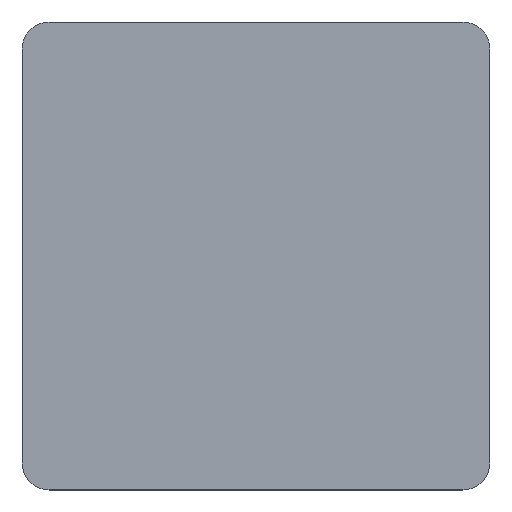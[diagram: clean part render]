
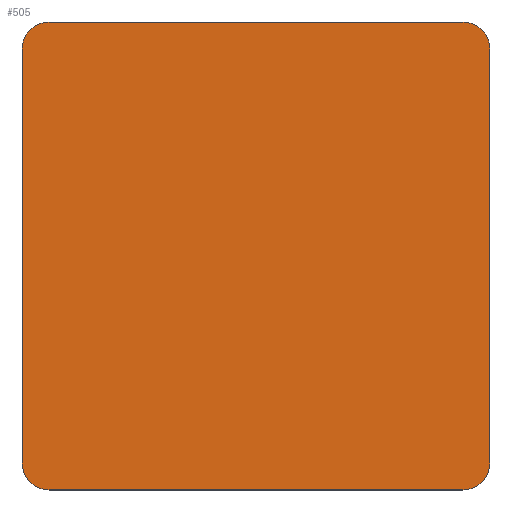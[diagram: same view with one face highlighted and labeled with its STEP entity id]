
A CAD part, top view. The second image highlights one B-rep face of the part: STEP entity #505.
In plain terms, the highlighted planar face has unit normal (0, 0, 1).
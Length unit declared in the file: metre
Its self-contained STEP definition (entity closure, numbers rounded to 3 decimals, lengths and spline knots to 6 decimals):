
#34=LINE('',#802,#66);
#39=LINE('',#816,#71);
#43=LINE('',#828,#75);
#47=LINE('',#840,#79);
#66=VECTOR('',#630,1.);
#71=VECTOR('',#643,1.);
#75=VECTOR('',#655,1.);
#79=VECTOR('',#667,1.);
#184=ORIENTED_EDGE('',*,*,#234,.F.);
#185=ORIENTED_EDGE('',*,*,#238,.T.);
#186=ORIENTED_EDGE('',*,*,#241,.F.);
#187=ORIENTED_EDGE('',*,*,#244,.T.);
#188=ORIENTED_EDGE('',*,*,#247,.T.);
#189=ORIENTED_EDGE('',*,*,#250,.T.);
#190=ORIENTED_EDGE('',*,*,#253,.T.);
#191=ORIENTED_EDGE('',*,*,#271,.T.);
#234=EDGE_CURVE('',#298,#299,#34,.T.);
#238=EDGE_CURVE('',#298,#301,#341,.T.);
#241=EDGE_CURVE('',#303,#301,#39,.T.);
#244=EDGE_CURVE('',#303,#305,#343,.T.);
#247=EDGE_CURVE('',#305,#307,#43,.T.);
#250=EDGE_CURVE('',#307,#309,#345,.T.);
#253=EDGE_CURVE('',#309,#311,#47,.T.);
#271=EDGE_CURVE('',#311,#299,#351,.T.);
#298=VERTEX_POINT('',#801);
#299=VERTEX_POINT('',#803);
#301=VERTEX_POINT('',#809);
#303=VERTEX_POINT('',#815);
#305=VERTEX_POINT('',#821);
#307=VERTEX_POINT('',#827);
#309=VERTEX_POINT('',#833);
#311=VERTEX_POINT('',#839);
#341=CIRCLE('',#547,0.00635);
#343=CIRCLE('',#551,0.00635);
#345=CIRCLE('',#555,0.00635);
#351=CIRCLE('',#571,0.00635);
#387=EDGE_LOOP('',(#184,#185,#186,#187,#188,#189,#190,#191));
#439=FACE_BOUND('',#387,.T.);
#478=PLANE('',#573);
#505=ADVANCED_FACE('',(#439),#478,.T.);
#547=AXIS2_PLACEMENT_3D('',#810,#637,#638);
#551=AXIS2_PLACEMENT_3D('',#822,#649,#650);
#555=AXIS2_PLACEMENT_3D('',#834,#661,#662);
#571=AXIS2_PLACEMENT_3D('',#875,#708,#709);
#573=AXIS2_PLACEMENT_3D('',#877,#712,#713);
#630=DIRECTION('',(0.,-1.,0.));
#637=DIRECTION('',(0.,0.,1.));
#638=DIRECTION('',(1.,0.,0.));
#643=DIRECTION('',(1.,0.,0.));
#649=DIRECTION('',(0.,0.,1.));
#650=DIRECTION('',(1.,0.,0.));
#655=DIRECTION('',(0.,-1.,0.));
#661=DIRECTION('',(0.,0.,1.));
#662=DIRECTION('',(1.,0.,0.));
#667=DIRECTION('',(1.,0.,0.));
#708=DIRECTION('',(0.,0.,1.));
#709=DIRECTION('',(1.,0.,0.));
#712=DIRECTION('',(0.,0.,1.));
#713=DIRECTION('',(1.,0.,0.));
#801=CARTESIAN_POINT('',(0.055,0.04865,0.019));
#802=CARTESIAN_POINT('',(0.055,0.,0.019));
#803=CARTESIAN_POINT('',(0.055,-0.04865,0.019));
#809=CARTESIAN_POINT('',(0.04865,0.055,0.019));
#810=CARTESIAN_POINT('',(0.04865,0.04865,0.019));
#815=CARTESIAN_POINT('',(-0.04865,0.055,0.019));
#816=CARTESIAN_POINT('',(0.,0.055,0.019));
#821=CARTESIAN_POINT('',(-0.055,0.04865,0.019));
#822=CARTESIAN_POINT('',(-0.04865,0.04865,0.019));
#827=CARTESIAN_POINT('',(-0.055,-0.04865,0.019));
#828=CARTESIAN_POINT('',(-0.055,0.,0.019));
#833=CARTESIAN_POINT('',(-0.04865,-0.055,0.019));
#834=CARTESIAN_POINT('',(-0.04865,-0.04865,0.019));
#839=CARTESIAN_POINT('',(0.04865,-0.055,0.019));
#840=CARTESIAN_POINT('',(0.,-0.055,0.019));
#875=CARTESIAN_POINT('',(0.04865,-0.04865,0.019));
#877=CARTESIAN_POINT('',(0.,0.,0.019));
